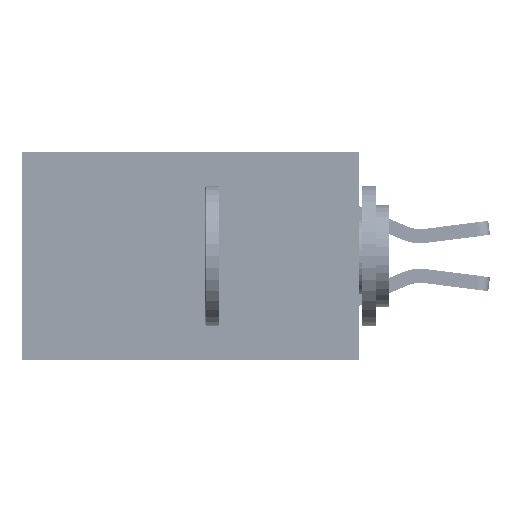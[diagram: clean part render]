
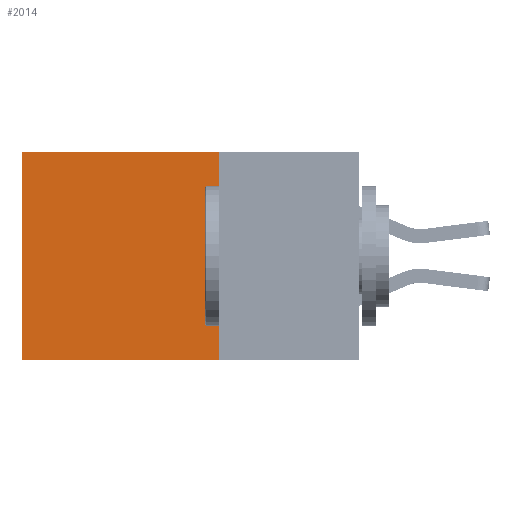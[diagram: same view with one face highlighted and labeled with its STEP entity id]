
A CAD part, left-side view. The second image highlights one B-rep face of the part: STEP entity #2014.
In plain terms, the highlighted planar face has unit normal (-1, 0, 0).
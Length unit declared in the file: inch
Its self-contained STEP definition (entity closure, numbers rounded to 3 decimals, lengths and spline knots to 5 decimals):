
#49 = VERTEX_POINT ( 'NONE', #35356 ) ;
#1467 = CARTESIAN_POINT ( 'NONE',  ( 0.2875, 0.25, 0. ) ) ;
#2014 = ADVANCED_FACE ( 'NONE', ( #22228 ), #10620, .F. ) ;
#4893 = CARTESIAN_POINT ( 'NONE',  ( 0.2875, 0.25, 0. ) ) ;
#6236 = VECTOR ( 'NONE', #18433, 39.37008 ) ;
#7311 = EDGE_CURVE ( 'NONE', #49, #28258, #35236, .T. ) ;
#7879 = CARTESIAN_POINT ( 'NONE',  ( 0.2875, 0.6, -0.37 ) ) ;
#10435 = DIRECTION ( 'NONE',  ( 0., 0., -1. ) ) ;
#10560 = DIRECTION ( 'NONE',  ( 0., 1., 0. ) ) ;
#10620 = PLANE ( 'NONE',  #23227 ) ;
#12928 = EDGE_CURVE ( 'NONE', #34585, #15874, #34711, .T. ) ;
#13338 = EDGE_CURVE ( 'NONE', #34585, #49, #29338, .T. ) ;
#14009 = ORIENTED_EDGE ( 'NONE', *, *, #36948, .F. ) ;
#14010 = VECTOR ( 'NONE', #10560, 39.37008 ) ;
#15187 = CARTESIAN_POINT ( 'NONE',  ( 0.2875, 0.25, -0.37 ) ) ;
#15874 = VERTEX_POINT ( 'NONE', #20215 ) ;
#16212 = CARTESIAN_POINT ( 'NONE',  ( 0.2875, 0.6, 0. ) ) ;
#17289 = ORIENTED_EDGE ( 'NONE', *, *, #13338, .T. ) ;
#17342 = DIRECTION ( 'NONE',  ( 0., 0., -1. ) ) ;
#17907 = ORIENTED_EDGE ( 'NONE', *, *, #7311, .T. ) ;
#18433 = DIRECTION ( 'NONE',  ( 0., 1., 0. ) ) ;
#19156 = DIRECTION ( 'NONE',  ( 0., 0., -1. ) ) ;
#19479 = EDGE_LOOP ( 'NONE', ( #17907, #14009, #24256, #17289 ) ) ;
#20215 = CARTESIAN_POINT ( 'NONE',  ( 0.2875, 0.25, -0.37 ) ) ;
#22075 = CARTESIAN_POINT ( 'NONE',  ( 0.2875, 0.25, 0. ) ) ;
#22228 = FACE_OUTER_BOUND ( 'NONE', #19479, .T. ) ;
#23227 = AXIS2_PLACEMENT_3D ( 'NONE', #22075, #25868, #19156 ) ;
#24256 = ORIENTED_EDGE ( 'NONE', *, *, #12928, .F. ) ;
#25868 = DIRECTION ( 'NONE',  ( 1., 0., 0. ) ) ;
#26745 = VECTOR ( 'NONE', #10435, 39.37008 ) ;
#28258 = VERTEX_POINT ( 'NONE', #7879 ) ;
#28574 = CARTESIAN_POINT ( 'NONE',  ( 0.2875, 0.25, 0. ) ) ;
#29338 = LINE ( 'NONE', #4893, #14010 ) ;
#31005 = LINE ( 'NONE', #15187, #6236 ) ;
#34585 = VERTEX_POINT ( 'NONE', #1467 ) ;
#34711 = LINE ( 'NONE', #28574, #36964 ) ;
#35236 = LINE ( 'NONE', #16212, #26745 ) ;
#35356 = CARTESIAN_POINT ( 'NONE',  ( 0.2875, 0.6, 0. ) ) ;
#36948 = EDGE_CURVE ( 'NONE', #15874, #28258, #31005, .T. ) ;
#36964 = VECTOR ( 'NONE', #17342, 39.37008 ) ;
